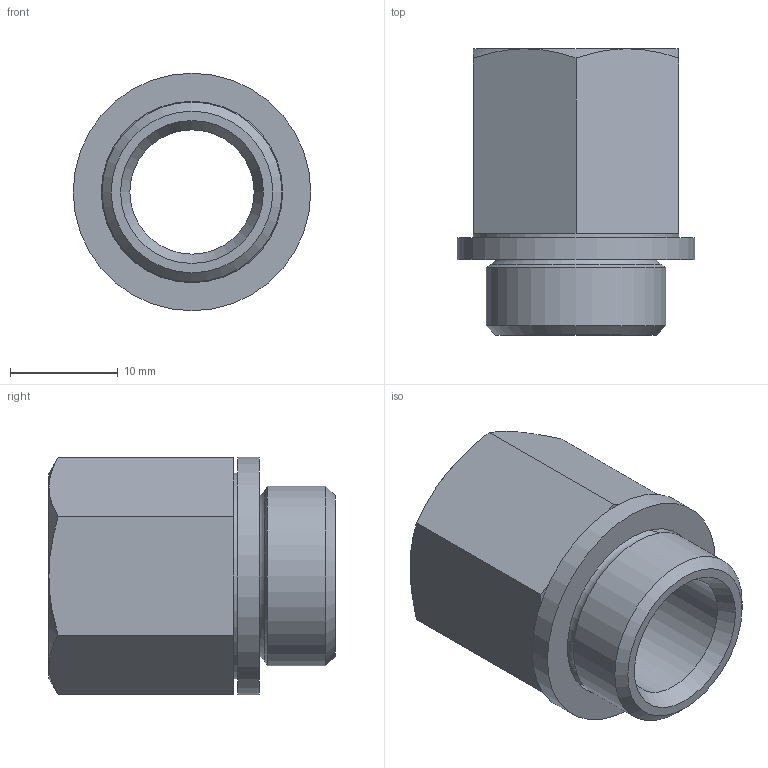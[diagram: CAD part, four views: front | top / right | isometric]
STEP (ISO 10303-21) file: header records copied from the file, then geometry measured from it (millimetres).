
FILE_DESCRIPTION(/* description */ ('STEP AP214'),/* implementation_level */ '2;1');
FILE_NAME(/* name */ '9397_AD-G3_8-3_8NPT-I',/* time_stamp */ '2024-07-30T14:39:19+02:00',/* author */ ('License CC BY-ND 4.0'),/* organization */ ('CADENAS'),/* preprocessor_version */ 'ST-DEVELOPER v19.3',/* originating_system */ 'PARTsolutions',/* authorisation */ ' ');
FILE_SCHEMA (('AUTOMOTIVE_DESIGN {1 0 10303 214 3 1 1}'));
Length unit declared in the file: millimetre
Products named in the file (1): 9397 AD-G3/8-3/8NPT-I
Bounding box: 22 x 26.5 x 22 mm (x, y, z)
Volume: 3393.4 mm3; surface area: 3535.3 mm2
Topology: 1 solids, 1 shells, 35 faces, 74 edges, 43 vertices
Faces by surface type: plane 16, cone 13, cylinder 5, torus 1
Full cylindrical faces by diameter (mm): 11.5 x1, 16.662 x1, 16.8 x1, 19 x1, 22 x1
Entity records: 878 total; most frequent: CARTESIAN_POINT 170, DIRECTION 146, ORIENTED_EDGE 116, AXIS2_PLACEMENT_3D 64, EDGE_CURVE 58, EDGE_LOOP 52, FACE_BOUND 52, VERTEX_POINT 40
